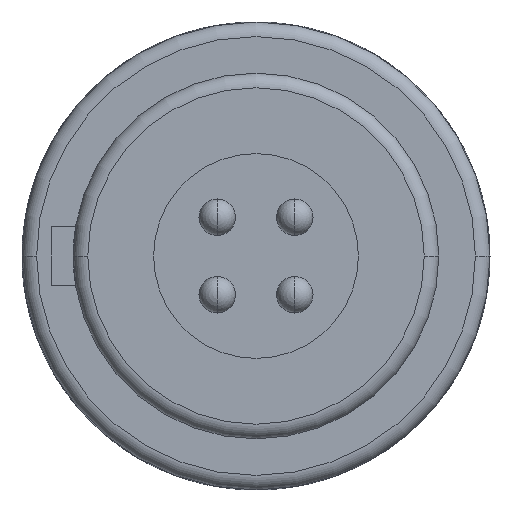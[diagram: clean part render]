
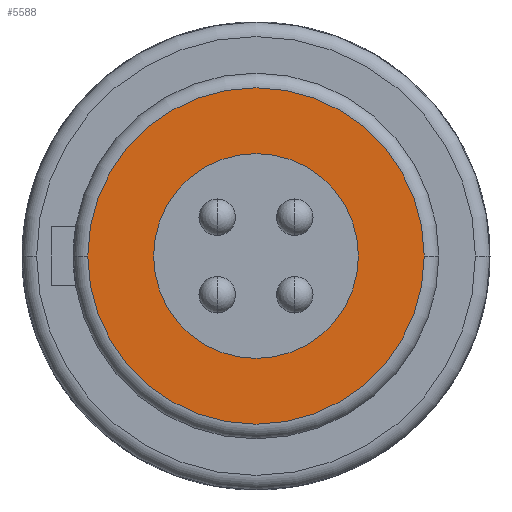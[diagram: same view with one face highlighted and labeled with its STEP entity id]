
A CAD part, left-side view. The second image highlights one B-rep face of the part: STEP entity #5588.
In plain terms, the highlighted planar face has unit normal (-1, 0, 0).
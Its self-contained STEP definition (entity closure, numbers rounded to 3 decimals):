
#2290=CARTESIAN_POINT('',(-9.8,0.,0.));
#2291=DIRECTION('',(-1.,0.,0.));
#2292=DIRECTION('',(0.,1.,0.));
#2293=AXIS2_PLACEMENT_3D('',#2290,#2291,#2292);
#2431=CARTESIAN_POINT('',(-9.8,0.,0.));
#2432=DIRECTION('',(1.,0.,0.));
#2433=DIRECTION('',(0.,1.,0.));
#2434=AXIS2_PLACEMENT_3D('',#2431,#2432,#2433);
#2588=CARTESIAN_POINT('',(-9.8,0.,0.));
#2589=DIRECTION('',(-1.,0.,0.));
#2590=DIRECTION('',(0.,-1.,0.));
#2591=AXIS2_PLACEMENT_3D('',#2588,#2589,#2590);
#2593=CARTESIAN_POINT('',(-9.8,0.,0.));
#2594=DIRECTION('',(-1.,0.,0.));
#2595=DIRECTION('',(0.,1.,0.));
#2596=AXIS2_PLACEMENT_3D('',#2593,#2594,#2595);
#3451=CARTESIAN_POINT('',(-9.8,1.4,0.));
#3452=CARTESIAN_POINT('',(-9.8,-1.4,0.));
#3453=VERTEX_POINT('',#3451);
#3454=VERTEX_POINT('',#3452);
#3463=CARTESIAN_POINT('',(-9.8,-2.3,0.));
#3464=CARTESIAN_POINT('',(-9.8,2.3,0.));
#3465=VERTEX_POINT('',#3463);
#3466=VERTEX_POINT('',#3464);
#5573=CARTESIAN_POINT('',(-9.8,0.,0.));
#5574=DIRECTION('',(1.,0.,0.));
#5575=DIRECTION('',(0.,-1.,0.));
#5576=AXIS2_PLACEMENT_3D('',#5573,#5574,#5575);
#5577=PLANE('',#5576);
#5579=ORIENTED_EDGE('',*,*,#5578,.F.);
#5581=ORIENTED_EDGE('',*,*,#5580,.F.);
#5582=EDGE_LOOP('',(#5579,#5581));
#5583=FACE_OUTER_BOUND('',#5582,.F.);
#5584=ORIENTED_EDGE('',*,*,#5325,.F.);
#5585=ORIENTED_EDGE('',*,*,#5197,.T.);
#5586=EDGE_LOOP('',(#5584,#5585));
#5587=FACE_BOUND('',#5586,.F.);
#5588=ADVANCED_FACE('',(#5583,#5587),#5577,.F.);
#2294=CIRCLE('',#2293,1.4);
#2435=CIRCLE('',#2434,1.4);
#2592=CIRCLE('',#2591,2.3);
#2597=CIRCLE('',#2596,2.3);
#5197=EDGE_CURVE('',#3453,#3454,#2294,.T.);
#5325=EDGE_CURVE('',#3453,#3454,#2435,.T.);
#5578=EDGE_CURVE('',#3465,#3466,#2592,.T.);
#5580=EDGE_CURVE('',#3466,#3465,#2597,.T.);
